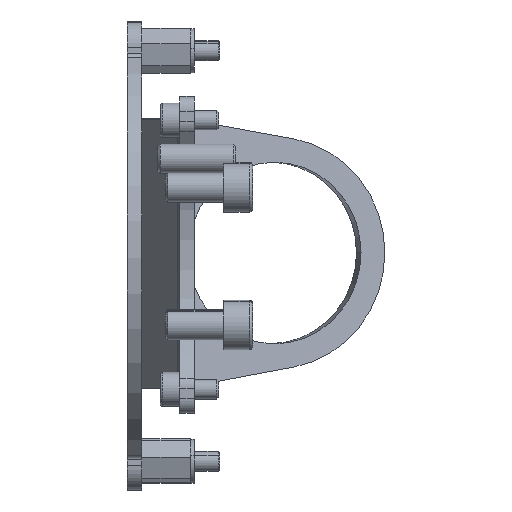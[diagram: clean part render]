
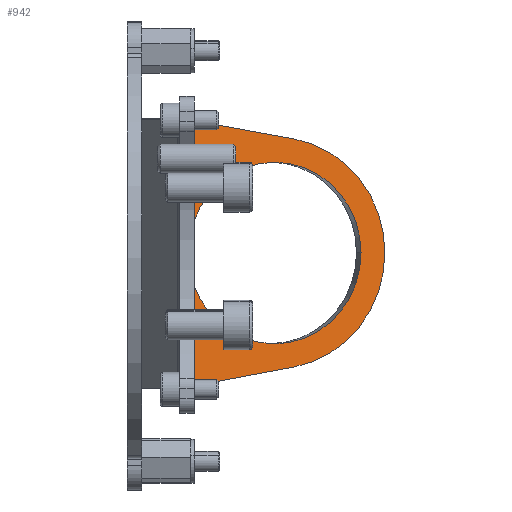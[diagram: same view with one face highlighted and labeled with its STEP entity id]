
A CAD part, front view. The second image highlights one B-rep face of the part: STEP entity #942.
In plain terms, the highlighted planar face has unit normal (0.309, -0.951, -0.007).
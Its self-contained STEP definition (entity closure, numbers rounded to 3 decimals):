
#272 = CARTESIAN_POINT ( 'NONE',  ( 931.015, 81.752, 1159.61 ) ) ;
#297 = VECTOR ( 'NONE', #10151, 1000. ) ;
#349 = ORIENTED_EDGE ( 'NONE', *, *, #10873, .T. ) ;
#376 = CARTESIAN_POINT ( 'NONE',  ( 900.14, 71.408, 1201.534 ) ) ;
#460 = DIRECTION ( 'NONE',  ( 0.309, -0.951, -0.007 ) ) ;
#573 = DIRECTION ( 'NONE',  ( -0.951, -0.309, -0.002 ) ) ;
#688 = EDGE_CURVE ( 'NONE', #6146, #798, #10355, .T. ) ;
#798 = VERTEX_POINT ( 'NONE', #11870 ) ;
#800 = CARTESIAN_POINT ( 'NONE',  ( 931.015, 81.752, 1159.61 ) ) ;
#942 = ADVANCED_FACE ( 'NONE', ( #3456, #8243 ), #9074, .F. ) ;
#1451 = DIRECTION ( 'NONE',  ( 0.309, -0.951, -0.007 ) ) ;
#1546 = CARTESIAN_POINT ( 'NONE',  ( 934.945, 82.855, 1183.057 ) ) ;
#1901 = DIRECTION ( 'NONE',  ( -0.951, -0.309, -0.002 ) ) ;
#2281 = ORIENTED_EDGE ( 'NONE', *, *, #8502, .T. ) ;
#2357 = CARTESIAN_POINT ( 'NONE',  ( 948.752, 87.515, 1159.653 ) ) ;
#2378 = DIRECTION ( 'NONE',  ( -0.309, 0.951, 0.007 ) ) ;
#2390 = CARTESIAN_POINT ( 'NONE',  ( 898.17, 70.855, 1189.786 ) ) ;
#2639 = VERTEX_POINT ( 'NONE', #5549 ) ;
#3105 = VERTEX_POINT ( 'NONE', #7825 ) ;
#3392 = VECTOR ( 'NONE', #12288, 1000. ) ;
#3456 = FACE_BOUND ( 'NONE', #4994, .T. ) ;
#3483 = CARTESIAN_POINT ( 'NONE',  ( 914.742, 76.263, 1186.754 ) ) ;
#3751 = ORIENTED_EDGE ( 'NONE', *, *, #8829, .T. ) ;
#4144 = CARTESIAN_POINT ( 'NONE',  ( 906.566, 73.496, 1201.549 ) ) ;
#4435 = AXIS2_PLACEMENT_3D ( 'NONE', #800, #7648, #9432 ) ;
#4699 = VERTEX_POINT ( 'NONE', #2357 ) ;
#4732 = CIRCLE ( 'NONE', #7781, 30. ) ;
#4994 = EDGE_LOOP ( 'NONE', ( #9983, #3751 ) ) ;
#5208 = CARTESIAN_POINT ( 'NONE',  ( 909.788, 74.873, 1157.198 ) ) ;
#5292 = DIRECTION ( 'NONE',  ( -0.951, -0.309, -0.002 ) ) ;
#5374 = CARTESIAN_POINT ( 'NONE',  ( 911.832, 75.727, 1131.841 ) ) ;
#5549 = CARTESIAN_POINT ( 'NONE',  ( 913.277, 75.989, 1159.567 ) ) ;
#5581 = DIRECTION ( 'NONE',  ( 0.309, -0.951, -0.007 ) ) ;
#5684 = CIRCLE ( 'NONE', #7928, 18.65 ) ;
#5963 = AXIS2_PLACEMENT_3D ( 'NONE', #9266, #1451, #573 ) ;
#5967 = EDGE_CURVE ( 'NONE', #8060, #3105, #12091, .T. ) ;
#5988 = VECTOR ( 'NONE', #1901, 1000. ) ;
#6000 = ORIENTED_EDGE ( 'NONE', *, *, #10402, .T. ) ;
#6146 = VERTEX_POINT ( 'NONE', #9615 ) ;
#6612 = AXIS2_PLACEMENT_3D ( 'NONE', #272, #5581, #12198 ) ;
#6834 = VERTEX_POINT ( 'NONE', #9644 ) ;
#7185 = EDGE_CURVE ( 'NONE', #2639, #4699, #11956, .T. ) ;
#7252 = CARTESIAN_POINT ( 'NONE',  ( 900.14, 71.927, 1131.896 ) ) ;
#7301 = VECTOR ( 'NONE', #7351, 1000. ) ;
#7351 = DIRECTION ( 'NONE',  ( -0.937, -0.306, 0.171 ) ) ;
#7480 = ORIENTED_EDGE ( 'NONE', *, *, #5967, .T. ) ;
#7648 = DIRECTION ( 'NONE',  ( -0.309, 0.951, 0.007 ) ) ;
#7766 = VECTOR ( 'NONE', #10007, 1000. ) ;
#7781 = AXIS2_PLACEMENT_3D ( 'NONE', #5208, #460, #9154 ) ;
#7825 = CARTESIAN_POINT ( 'NONE',  ( 909.788, 75.062, 1131.919 ) ) ;
#7928 = AXIS2_PLACEMENT_3D ( 'NONE', #12108, #2378, #5292 ) ;
#7968 = LINE ( 'NONE', #4144, #7766 ) ;
#8020 = ORIENTED_EDGE ( 'NONE', *, *, #11174, .T. ) ;
#8060 = VERTEX_POINT ( 'NONE', #11416 ) ;
#8243 = FACE_OUTER_BOUND ( 'NONE', #9066, .T. ) ;
#8502 = EDGE_CURVE ( 'NONE', #10891, #10882, #11359, .T. ) ;
#8829 = EDGE_CURVE ( 'NONE', #4699, #2639, #5684, .T. ) ;
#9066 = EDGE_LOOP ( 'NONE', ( #2281, #349, #11488, #6000, #7480, #8020, #11270, #10297 ) ) ;
#9074 = PLANE ( 'NONE',  #9466 ) ;
#9154 = DIRECTION ( 'NONE',  ( -0.951, -0.309, -0.002 ) ) ;
#9192 = DIRECTION ( 'NONE',  ( -0.309, 0.951, 0.007 ) ) ;
#9266 = CARTESIAN_POINT ( 'NONE',  ( 909.788, 74.838, 1161.918 ) ) ;
#9432 = DIRECTION ( 'NONE',  ( -0.951, -0.309, -0.002 ) ) ;
#9466 = AXIS2_PLACEMENT_3D ( 'NONE', #376, #9192, #12115 ) ;
#9468 = CIRCLE ( 'NONE', #6612, 23.8 ) ;
#9615 = CARTESIAN_POINT ( 'NONE',  ( 909.788, 74.649, 1187.197 ) ) ;
#9644 = CARTESIAN_POINT ( 'NONE',  ( 914.742, 76.668, 1132.387 ) ) ;
#9983 = ORIENTED_EDGE ( 'NONE', *, *, #7185, .T. ) ;
#10007 = DIRECTION ( 'NONE',  ( 0., 0.007, -1. ) ) ;
#10027 = CIRCLE ( 'NONE', #5963, 30. ) ;
#10151 = DIRECTION ( 'NONE',  ( 0.937, 0.303, 0.176 ) ) ;
#10297 = ORIENTED_EDGE ( 'NONE', *, *, #11883, .T. ) ;
#10350 = VERTEX_POINT ( 'NONE', #11786 ) ;
#10355 = LINE ( 'NONE', #10611, #5988 ) ;
#10402 = EDGE_CURVE ( 'NONE', #798, #8060, #7968, .T. ) ;
#10611 = CARTESIAN_POINT ( 'NONE',  ( 900.14, 71.515, 1187.174 ) ) ;
#10873 = EDGE_CURVE ( 'NONE', #10882, #6146, #4732, .T. ) ;
#10882 = VERTEX_POINT ( 'NONE', #3483 ) ;
#10891 = VERTEX_POINT ( 'NONE', #1546 ) ;
#11160 = EDGE_CURVE ( 'NONE', #6834, #10350, #12054, .T. ) ;
#11174 = EDGE_CURVE ( 'NONE', #3105, #6834, #10027, .T. ) ;
#11270 = ORIENTED_EDGE ( 'NONE', *, *, #11160, .T. ) ;
#11359 = LINE ( 'NONE', #2390, #7301 ) ;
#11416 = CARTESIAN_POINT ( 'NONE',  ( 906.566, 74.015, 1131.911 ) ) ;
#11488 = ORIENTED_EDGE ( 'NONE', *, *, #688, .T. ) ;
#11786 = CARTESIAN_POINT ( 'NONE',  ( 934.945, 83.204, 1136.182 ) ) ;
#11870 = CARTESIAN_POINT ( 'NONE',  ( 906.566, 73.603, 1187.19 ) ) ;
#11883 = EDGE_CURVE ( 'NONE', #10350, #10891, #9468, .T. ) ;
#11956 = CIRCLE ( 'NONE', #4435, 18.65 ) ;
#12054 = LINE ( 'NONE', #5374, #297 ) ;
#12091 = LINE ( 'NONE', #7252, #3392 ) ;
#12108 = CARTESIAN_POINT ( 'NONE',  ( 931.015, 81.752, 1159.61 ) ) ;
#12115 = DIRECTION ( 'NONE',  ( -0.951, -0.309, -0.002 ) ) ;
#12198 = DIRECTION ( 'NONE',  ( -0.951, -0.309, -0.002 ) ) ;
#12288 = DIRECTION ( 'NONE',  ( 0.951, 0.309, 0.002 ) ) ;
